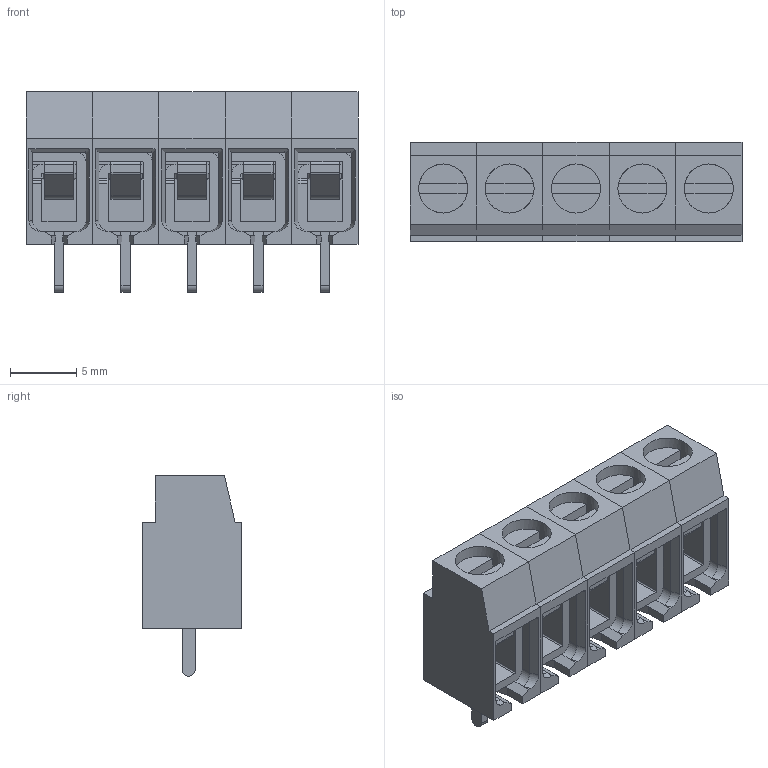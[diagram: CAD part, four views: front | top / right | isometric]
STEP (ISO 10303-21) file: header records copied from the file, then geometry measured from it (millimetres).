
FILE_DESCRIPTION(/* description */ (''),/* implementation_level */ '2;1');
FILE_NAME(/* name */ '691137710005_color.step',/* time_stamp */ '2024-04-03T21:04:14-05:00',/* author */ (''),/* organization */ (''),/* preprocessor_version */ 'ST-DEVELOPER v20',/* originating_system */ 'Autodesk Translation Framework v12.20.1.177',/* authorisation */ '');
FILE_SCHEMA (('AUTOMOTIVE_DESIGN { 1 0 10303 214 3 1 1 }'));
Length unit declared in the file: millimetre
Products named in the file (1): (Unsaved)
Bounding box: 25 x 7.5 x 15.1 mm (x, y, z)
Volume: 1529.1 mm3; surface area: 2651.4 mm2
Topology: 5 solids, 5 shells, 495 faces, 1365 edges, 890 vertices
Faces by surface type: plane 375, cylinder 110, cone 10
Full cylindrical faces by diameter (mm): 3.7 x5
Entity records: 17008 total; most frequent: CARTESIAN_POINT 3666, ORIENTED_EDGE 2730, DIRECTION 2572, EDGE_CURVE 1365, LINE 1110, VECTOR 1110, VERTEX_POINT 890, AXIS2_PLACEMENT_3D 731
